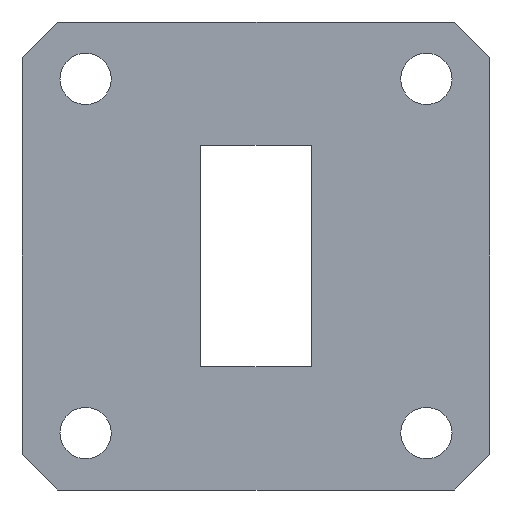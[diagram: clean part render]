
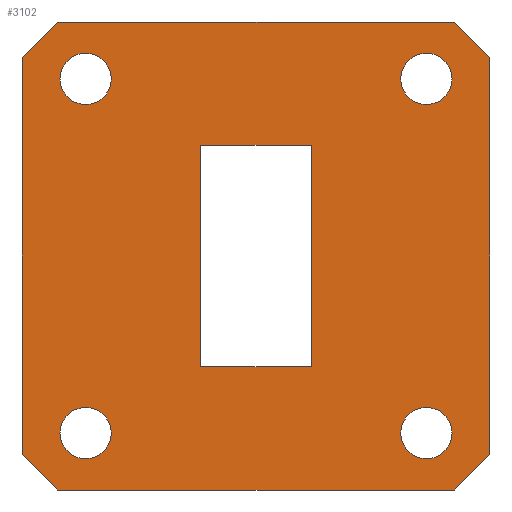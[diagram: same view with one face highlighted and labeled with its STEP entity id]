
A CAD part, left-side view. The second image highlights one B-rep face of the part: STEP entity #3102.
In plain terms, the highlighted planar face has unit normal (-1, 0, 0).
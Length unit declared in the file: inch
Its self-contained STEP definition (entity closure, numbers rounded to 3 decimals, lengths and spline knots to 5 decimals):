
#46 = DIRECTION ( 'NONE',  ( 0., -1., 0. ) ) ;
#140 = CARTESIAN_POINT ( 'NONE',  ( -4.5, 0.1555, 0.311 ) ) ;
#218 = VECTOR ( 'NONE', #4630, 39.37008 ) ;
#245 = VERTEX_POINT ( 'NONE', #689 ) ;
#303 = ORIENTED_EDGE ( 'NONE', *, *, #3173, .F. ) ;
#314 = VERTEX_POINT ( 'NONE', #4007 ) ;
#320 = ORIENTED_EDGE ( 'NONE', *, *, #4405, .F. ) ;
#370 = VECTOR ( 'NONE', #2898, 39.37008 ) ;
#380 = EDGE_CURVE ( 'NONE', #4157, #245, #3327, .T. ) ;
#395 = DIRECTION ( 'NONE',  ( -1., 0., 0. ) ) ;
#396 = EDGE_CURVE ( 'NONE', #3183, #5240, #772, .T. ) ;
#497 = DIRECTION ( 'NONE',  ( 0., 0., 1. ) ) ;
#518 = CARTESIAN_POINT ( 'NONE',  ( -4.5, -0.6565, -0.5565 ) ) ;
#529 = VECTOR ( 'NONE', #2087, 39.37008 ) ;
#550 = DIRECTION ( 'NONE',  ( 0., -1., 0. ) ) ;
#579 = VECTOR ( 'NONE', #46, 39.37008 ) ;
#671 = CARTESIAN_POINT ( 'NONE',  ( -4.5, 0.478, 0.497 ) ) ;
#672 = ORIENTED_EDGE ( 'NONE', *, *, #3195, .F. ) ;
#689 = CARTESIAN_POINT ( 'NONE',  ( -4.5, 0.6565, 0.5565 ) ) ;
#700 = CARTESIAN_POINT ( 'NONE',  ( -4.5, 0.1555, 0.311 ) ) ;
#727 = CARTESIAN_POINT ( 'NONE',  ( -4.5, -0.6565, -0.6565 ) ) ;
#761 = EDGE_CURVE ( 'NONE', #1571, #1571, #1792, .T. ) ;
#768 = ORIENTED_EDGE ( 'NONE', *, *, #4571, .T. ) ;
#772 = LINE ( 'NONE', #4202, #5379 ) ;
#877 = PLANE ( 'NONE',  #5354 ) ;
#956 = CARTESIAN_POINT ( 'NONE',  ( -4.5, -0.1555, -0.311 ) ) ;
#1001 = EDGE_LOOP ( 'NONE', ( #303, #4793, #672, #1164 ) ) ;
#1037 = LINE ( 'NONE', #1068, #4566 ) ;
#1040 = CARTESIAN_POINT ( 'NONE',  ( -4.5, -0.478, -0.425 ) ) ;
#1045 = CARTESIAN_POINT ( 'NONE',  ( -4.5, -0.478, -0.497 ) ) ;
#1063 = VERTEX_POINT ( 'NONE', #3512 ) ;
#1067 = CARTESIAN_POINT ( 'NONE',  ( -4.5, -0.478, 0.497 ) ) ;
#1068 = CARTESIAN_POINT ( 'NONE',  ( -4.5, -0.6065, 0.6065 ) ) ;
#1084 = EDGE_LOOP ( 'NONE', ( #2395 ) ) ;
#1120 = VERTEX_POINT ( 'NONE', #3956 ) ;
#1164 = ORIENTED_EDGE ( 'NONE', *, *, #2462, .F. ) ;
#1167 = ORIENTED_EDGE ( 'NONE', *, *, #4250, .T. ) ;
#1200 = LINE ( 'NONE', #4115, #370 ) ;
#1281 = DIRECTION ( 'NONE',  ( 0., 0., -1. ) ) ;
#1297 = CARTESIAN_POINT ( 'NONE',  ( -4.5, -0.6565, 0.5565 ) ) ;
#1338 = VECTOR ( 'NONE', #1816, 39.37008 ) ;
#1347 = LINE ( 'NONE', #2675, #5058 ) ;
#1409 = VECTOR ( 'NONE', #3369, 39.37008 ) ;
#1525 = DIRECTION ( 'NONE',  ( 0., 0., 1. ) ) ;
#1543 = CARTESIAN_POINT ( 'NONE',  ( -4.5, 0.478, 0.569 ) ) ;
#1559 = CIRCLE ( 'NONE', #4186, 0.072 ) ;
#1571 = VERTEX_POINT ( 'NONE', #1040 ) ;
#1639 = VERTEX_POINT ( 'NONE', #4057 ) ;
#1714 = FACE_BOUND ( 'NONE', #1084, .T. ) ;
#1751 = LINE ( 'NONE', #2554, #529 ) ;
#1792 = CIRCLE ( 'NONE', #1885, 0.072 ) ;
#1793 = EDGE_CURVE ( 'NONE', #1639, #3613, #1751, .T. ) ;
#1805 = CARTESIAN_POINT ( 'NONE',  ( -4.5, -0.6065, -0.6065 ) ) ;
#1816 = DIRECTION ( 'NONE',  ( 0., 0., -1. ) ) ;
#1881 = VERTEX_POINT ( 'NONE', #1543 ) ;
#1885 = AXIS2_PLACEMENT_3D ( 'NONE', #1045, #3520, #1525 ) ;
#1981 = CARTESIAN_POINT ( 'NONE',  ( -4.5, 0.1555, -0.311 ) ) ;
#1985 = VERTEX_POINT ( 'NONE', #2345 ) ;
#2080 = VERTEX_POINT ( 'NONE', #700 ) ;
#2087 = DIRECTION ( 'NONE',  ( 0., -0.707, -0.707 ) ) ;
#2096 = FACE_BOUND ( 'NONE', #3013, .T. ) ;
#2201 = DIRECTION ( 'NONE',  ( 0., 0., 1. ) ) ;
#2286 = DIRECTION ( 'NONE',  ( -1., 0., 0. ) ) ;
#2345 = CARTESIAN_POINT ( 'NONE',  ( -4.5, -0.478, 0.569 ) ) ;
#2395 = ORIENTED_EDGE ( 'NONE', *, *, #2615, .F. ) ;
#2462 = EDGE_CURVE ( 'NONE', #2817, #2080, #1200, .T. ) ;
#2554 = CARTESIAN_POINT ( 'NONE',  ( -4.5, 0.6065, -0.6065 ) ) ;
#2615 = EDGE_CURVE ( 'NONE', #1985, #1985, #5361, .T. ) ;
#2663 = ORIENTED_EDGE ( 'NONE', *, *, #3372, .T. ) ;
#2675 = CARTESIAN_POINT ( 'NONE',  ( -4.5, -0.6565, 0.6565 ) ) ;
#2772 = CARTESIAN_POINT ( 'NONE',  ( -4.5, 0.5565, 0.6565 ) ) ;
#2817 = VERTEX_POINT ( 'NONE', #5344 ) ;
#2898 = DIRECTION ( 'NONE',  ( 0., 1., 0. ) ) ;
#2900 = DIRECTION ( 'NONE',  ( 0., 0., 1. ) ) ;
#2901 = DIRECTION ( 'NONE',  ( 0., 0., 1. ) ) ;
#2923 = ORIENTED_EDGE ( 'NONE', *, *, #3934, .T. ) ;
#3013 = EDGE_LOOP ( 'NONE', ( #3573 ) ) ;
#3031 = DIRECTION ( 'NONE',  ( -1., 0., 0. ) ) ;
#3086 = VECTOR ( 'NONE', #2201, 39.37008 ) ;
#3102 = ADVANCED_FACE ( 'NONE', ( #3356, #3299, #5029, #4971, #1714, #2096 ), #877, .T. ) ;
#3131 = ORIENTED_EDGE ( 'NONE', *, *, #4126, .F. ) ;
#3173 = EDGE_CURVE ( 'NONE', #314, #2817, #5183, .T. ) ;
#3183 = VERTEX_POINT ( 'NONE', #518 ) ;
#3195 = EDGE_CURVE ( 'NONE', #2080, #3359, #3869, .T. ) ;
#3299 = FACE_OUTER_BOUND ( 'NONE', #3554, .T. ) ;
#3327 = LINE ( 'NONE', #4970, #218 ) ;
#3345 = LINE ( 'NONE', #3778, #5233 ) ;
#3356 = FACE_BOUND ( 'NONE', #1001, .T. ) ;
#3359 = VERTEX_POINT ( 'NONE', #1981 ) ;
#3369 = DIRECTION ( 'NONE',  ( 0., -0.707, 0.707 ) ) ;
#3372 = EDGE_CURVE ( 'NONE', #5240, #1063, #1037, .T. ) ;
#3458 = LINE ( 'NONE', #3896, #4089 ) ;
#3512 = CARTESIAN_POINT ( 'NONE',  ( -4.5, -0.5565, 0.6565 ) ) ;
#3520 = DIRECTION ( 'NONE',  ( -1., 0., 0. ) ) ;
#3554 = EDGE_LOOP ( 'NONE', ( #1167, #2923, #4172, #2663, #3859, #4933, #768, #3849 ) ) ;
#3573 = ORIENTED_EDGE ( 'NONE', *, *, #761, .F. ) ;
#3613 = VERTEX_POINT ( 'NONE', #3914 ) ;
#3754 = VERTEX_POINT ( 'NONE', #3973 ) ;
#3772 = LINE ( 'NONE', #1805, #1409 ) ;
#3778 = CARTESIAN_POINT ( 'NONE',  ( -4.5, 0.6565, -0.6565 ) ) ;
#3791 = LINE ( 'NONE', #727, #579 ) ;
#3841 = DIRECTION ( 'NONE',  ( 0., 1., 0. ) ) ;
#3849 = ORIENTED_EDGE ( 'NONE', *, *, #1793, .T. ) ;
#3859 = ORIENTED_EDGE ( 'NONE', *, *, #4349, .T. ) ;
#3869 = LINE ( 'NONE', #140, #1338 ) ;
#3896 = CARTESIAN_POINT ( 'NONE',  ( -4.5, 0.1555, -0.311 ) ) ;
#3914 = CARTESIAN_POINT ( 'NONE',  ( -4.5, 0.5565, -0.6565 ) ) ;
#3934 = EDGE_CURVE ( 'NONE', #3754, #3183, #3772, .T. ) ;
#3956 = CARTESIAN_POINT ( 'NONE',  ( -4.5, 0.478, -0.425 ) ) ;
#3973 = CARTESIAN_POINT ( 'NONE',  ( -4.5, -0.5565, -0.6565 ) ) ;
#4007 = CARTESIAN_POINT ( 'NONE',  ( -4.5, -0.1555, -0.311 ) ) ;
#4057 = CARTESIAN_POINT ( 'NONE',  ( -4.5, 0.6565, -0.5565 ) ) ;
#4089 = VECTOR ( 'NONE', #550, 39.37008 ) ;
#4115 = CARTESIAN_POINT ( 'NONE',  ( -4.5, -0.1555, 0.311 ) ) ;
#4126 = EDGE_CURVE ( 'NONE', #1881, #1881, #4131, .T. ) ;
#4131 = CIRCLE ( 'NONE', #4740, 0.072 ) ;
#4154 = CARTESIAN_POINT ( 'NONE',  ( -4.5, 0., 0. ) ) ;
#4157 = VERTEX_POINT ( 'NONE', #2772 ) ;
#4172 = ORIENTED_EDGE ( 'NONE', *, *, #396, .T. ) ;
#4186 = AXIS2_PLACEMENT_3D ( 'NONE', #4713, #3031, #497 ) ;
#4202 = CARTESIAN_POINT ( 'NONE',  ( -4.5, -0.6565, -0.6565 ) ) ;
#4250 = EDGE_CURVE ( 'NONE', #3613, #3754, #3791, .T. ) ;
#4312 = AXIS2_PLACEMENT_3D ( 'NONE', #1067, #2286, #5209 ) ;
#4343 = EDGE_CURVE ( 'NONE', #3359, #314, #3458, .T. ) ;
#4349 = EDGE_CURVE ( 'NONE', #1063, #4157, #1347, .T. ) ;
#4405 = EDGE_CURVE ( 'NONE', #1120, #1120, #1559, .T. ) ;
#4409 = EDGE_LOOP ( 'NONE', ( #3131 ) ) ;
#4566 = VECTOR ( 'NONE', #5322, 39.37008 ) ;
#4571 = EDGE_CURVE ( 'NONE', #245, #1639, #3345, .T. ) ;
#4630 = DIRECTION ( 'NONE',  ( 0., 0.707, -0.707 ) ) ;
#4713 = CARTESIAN_POINT ( 'NONE',  ( -4.5, 0.478, -0.497 ) ) ;
#4740 = AXIS2_PLACEMENT_3D ( 'NONE', #671, #4758, #4870 ) ;
#4758 = DIRECTION ( 'NONE',  ( -1., 0., 0. ) ) ;
#4793 = ORIENTED_EDGE ( 'NONE', *, *, #4343, .F. ) ;
#4849 = EDGE_LOOP ( 'NONE', ( #320 ) ) ;
#4870 = DIRECTION ( 'NONE',  ( 0., 0., 1. ) ) ;
#4933 = ORIENTED_EDGE ( 'NONE', *, *, #380, .T. ) ;
#4970 = CARTESIAN_POINT ( 'NONE',  ( -4.5, 0.6065, 0.6065 ) ) ;
#4971 = FACE_BOUND ( 'NONE', #4409, .T. ) ;
#5029 = FACE_BOUND ( 'NONE', #4849, .T. ) ;
#5058 = VECTOR ( 'NONE', #3841, 39.37008 ) ;
#5183 = LINE ( 'NONE', #956, #3086 ) ;
#5209 = DIRECTION ( 'NONE',  ( 0., 0., 1. ) ) ;
#5233 = VECTOR ( 'NONE', #1281, 39.37008 ) ;
#5240 = VERTEX_POINT ( 'NONE', #1297 ) ;
#5322 = DIRECTION ( 'NONE',  ( 0., 0.707, 0.707 ) ) ;
#5344 = CARTESIAN_POINT ( 'NONE',  ( -4.5, -0.1555, 0.311 ) ) ;
#5354 = AXIS2_PLACEMENT_3D ( 'NONE', #4154, #395, #2901 ) ;
#5361 = CIRCLE ( 'NONE', #4312, 0.072 ) ;
#5379 = VECTOR ( 'NONE', #2900, 39.37008 ) ;
